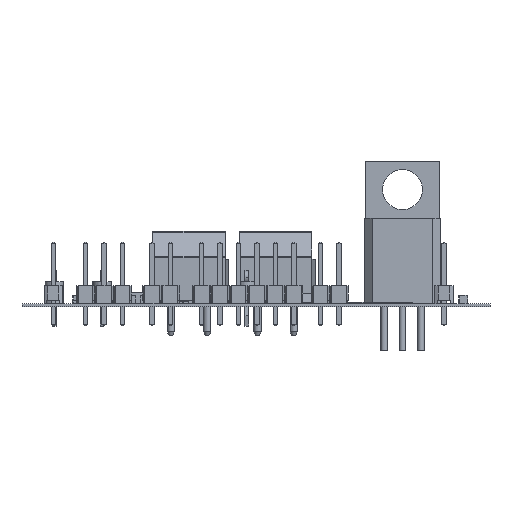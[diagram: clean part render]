
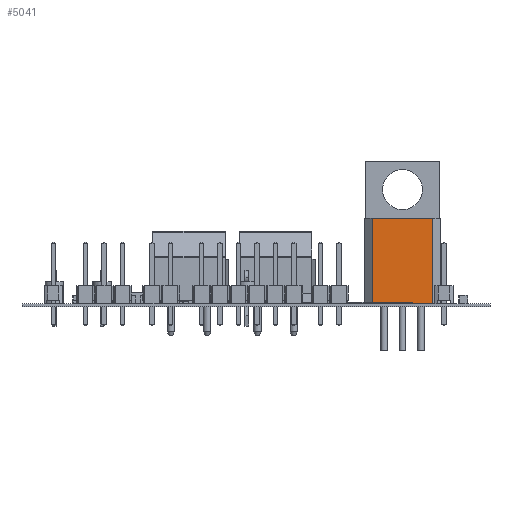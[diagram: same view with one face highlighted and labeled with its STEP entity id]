
A CAD part, front view. The second image highlights one B-rep face of the part: STEP entity #5041.
In plain terms, the highlighted planar face has unit normal (0, -1, 0).
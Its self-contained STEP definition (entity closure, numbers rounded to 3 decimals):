
#4990 = VERTEX_POINT('',#4991);
#4991 = CARTESIAN_POINT('',(6.726,-1.867,0.));
#4999 = EDGE_CURVE('',#5000,#4990,#5002,.T.);
#5000 = VERTEX_POINT('',#5001);
#5001 = CARTESIAN_POINT('',(-1.646,-1.867,0.));
#5002 = LINE('',#5003,#5004);
#5003 = CARTESIAN_POINT('',(-1.646,-1.867,0.));
#5004 = VECTOR('',#5005,1.);
#5005 = DIRECTION('',(1.,0.,0.));
#5041 = ADVANCED_FACE('',(#5042),#5067,.T.);
#5042 = FACE_BOUND('',#5043,.T.);
#5043 = EDGE_LOOP('',(#5044,#5045,#5053,#5061));
#5044 = ORIENTED_EDGE('',*,*,#4999,.T.);
#5045 = ORIENTED_EDGE('',*,*,#5046,.F.);
#5046 = EDGE_CURVE('',#5047,#4990,#5049,.T.);
#5047 = VERTEX_POINT('',#5048);
#5048 = CARTESIAN_POINT('',(6.726,-1.867,11.826));
#5049 = LINE('',#5050,#5051);
#5050 = CARTESIAN_POINT('',(6.726,-1.867,11.826));
#5051 = VECTOR('',#5052,1.);
#5052 = DIRECTION('',(0.,0.,-1.));
#5053 = ORIENTED_EDGE('',*,*,#5054,.F.);
#5054 = EDGE_CURVE('',#5055,#5047,#5057,.T.);
#5055 = VERTEX_POINT('',#5056);
#5056 = CARTESIAN_POINT('',(-1.646,-1.867,11.826));
#5057 = LINE('',#5058,#5059);
#5058 = CARTESIAN_POINT('',(-1.646,-1.867,11.826));
#5059 = VECTOR('',#5060,1.);
#5060 = DIRECTION('',(1.,0.,0.));
#5061 = ORIENTED_EDGE('',*,*,#5062,.F.);
#5062 = EDGE_CURVE('',#5000,#5055,#5063,.T.);
#5063 = LINE('',#5064,#5065);
#5064 = CARTESIAN_POINT('',(-1.646,-1.867,0.));
#5065 = VECTOR('',#5066,1.);
#5066 = DIRECTION('',(0.,0.,1.));
#5067 = PLANE('',#5068);
#5068 = AXIS2_PLACEMENT_3D('',#5069,#5070,#5071);
#5069 = CARTESIAN_POINT('',(-1.646,-1.867,0.));
#5070 = DIRECTION('',(0.,-1.,0.));
#5071 = DIRECTION('',(0.,0.,1.));
